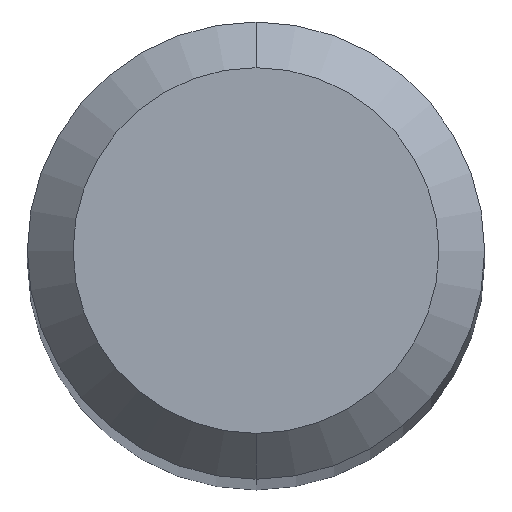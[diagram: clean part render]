
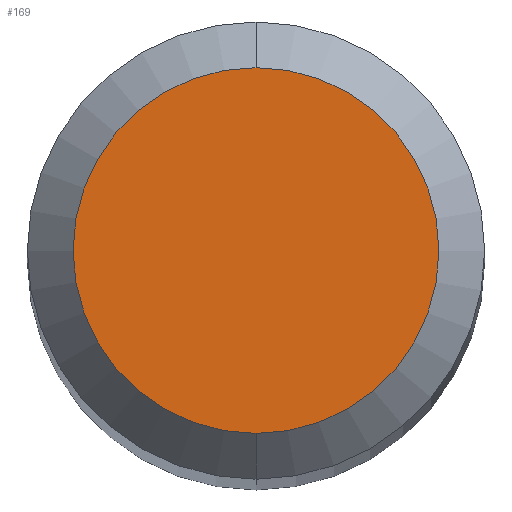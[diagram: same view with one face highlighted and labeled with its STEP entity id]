
A CAD part, top view. The second image highlights one B-rep face of the part: STEP entity #169.
In plain terms, the highlighted planar face has unit normal (0, 0, 1).
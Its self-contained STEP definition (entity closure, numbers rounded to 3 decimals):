
#119=EDGE_CURVE('',#165,#135,#274,.T.);
#135=VERTEX_POINT('',#291);
#165=VERTEX_POINT('',#323);
#169=ADVANCED_FACE('',(#327),#328,.T.);
#193=EDGE_CURVE('',#135,#165,#354,.T.);
#274=CIRCLE('',#439,1.2);
#291=CARTESIAN_POINT('',(0.0,1.2,0.0));
#323=CARTESIAN_POINT('',(0.,-1.2,0.0));
#327=FACE_OUTER_BOUND('',#510,.T.);
#328=PLANE('',#511);
#354=CIRCLE('',#545,1.2);
#439=AXIS2_PLACEMENT_3D('',#637,#638,#639);
#510=EDGE_LOOP('',(#686,#687));
#511=AXIS2_PLACEMENT_3D('',#688,#689,#690);
#545=AXIS2_PLACEMENT_3D('',#717,#718,#719);
#637=CARTESIAN_POINT('',(0.0,0.0,0.0));
#638=DIRECTION('',(0.0,0.0,-1.0));
#639=DIRECTION('',(0.0,1.0,0.0));
#686=ORIENTED_EDGE('',*,*,#193,.F.);
#687=ORIENTED_EDGE('',*,*,#119,.F.);
#688=CARTESIAN_POINT('',(0.0,0.6,0.0));
#689=DIRECTION('',(-0.0,0.0,1.0));
#690=DIRECTION('',(0.0,-1.0,0.0));
#717=CARTESIAN_POINT('',(0.0,0.0,0.0));
#718=DIRECTION('',(0.0,0.0,-1.0));
#719=DIRECTION('',(0.0,1.0,0.0));
